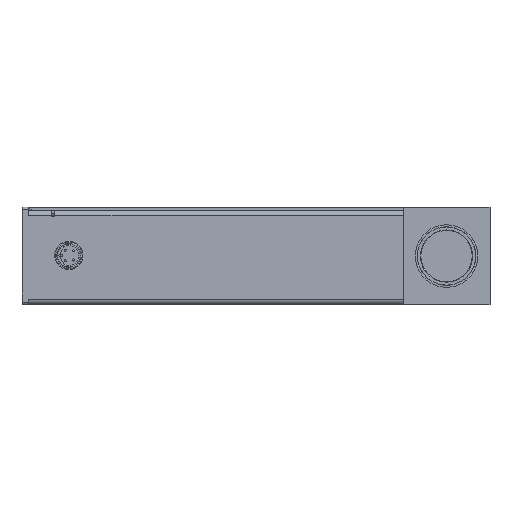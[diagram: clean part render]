
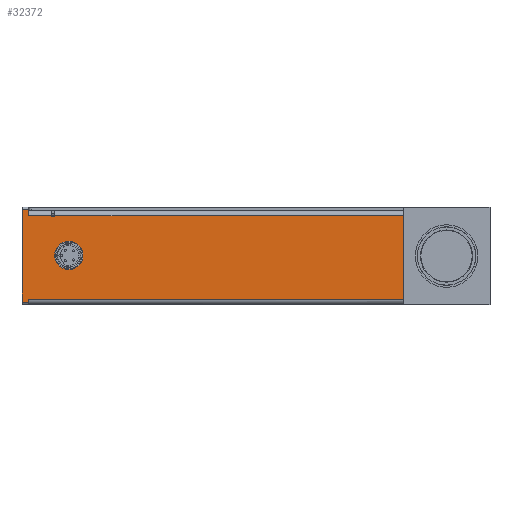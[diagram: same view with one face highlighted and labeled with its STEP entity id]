
A CAD part, left-side view. The second image highlights one B-rep face of the part: STEP entity #32372.
In plain terms, the highlighted planar face has unit normal (-1, 0, 0).
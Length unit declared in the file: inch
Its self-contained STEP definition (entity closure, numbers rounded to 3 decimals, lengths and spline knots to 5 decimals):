
#1292 = VERTEX_POINT ( 'NONE', #19593 ) ;
#1694 = VERTEX_POINT ( 'NONE', #29921 ) ;
#2070 = VERTEX_POINT ( 'NONE', #33820 ) ;
#2129 = EDGE_CURVE ( 'NONE', #39678, #31081, #24021, .T. ) ;
#2291 = ORIENTED_EDGE ( 'NONE', *, *, #12571, .T. ) ;
#2712 = LINE ( 'NONE', #17600, #13938 ) ;
#2907 = DIRECTION ( 'NONE',  ( 0., -1., 0. ) ) ;
#3029 = CARTESIAN_POINT ( 'NONE',  ( 0.495, 0.99, -1.0583 ) ) ;
#3486 = DIRECTION ( 'NONE',  ( 0., 1., 0. ) ) ;
#3562 = VECTOR ( 'NONE', #34968, 39.37008 ) ;
#3674 = EDGE_CURVE ( 'NONE', #36800, #23271, #2712, .T. ) ;
#5028 = CARTESIAN_POINT ( 'NONE',  ( 0.495, 0.94, -0.0983 ) ) ;
#5341 = ORIENTED_EDGE ( 'NONE', *, *, #31301, .T. ) ;
#5373 = CARTESIAN_POINT ( 'NONE',  ( 0.495, 5.31, -0.0983 ) ) ;
#5443 = DIRECTION ( 'NONE',  ( 0., 0., 1. ) ) ;
#5523 = EDGE_CURVE ( 'NONE', #30584, #6454, #30528, .T. ) ;
#5796 = ORIENTED_EDGE ( 'NONE', *, *, #11242, .T. ) ;
#6171 = CARTESIAN_POINT ( 'NONE',  ( 0.495, 5.38, -1.0913 ) ) ;
#6454 = VERTEX_POINT ( 'NONE', #35061 ) ;
#7239 = EDGE_CURVE ( 'NONE', #2070, #1694, #40012, .T. ) ;
#7252 = ORIENTED_EDGE ( 'NONE', *, *, #34618, .F. ) ;
#7302 = ORIENTED_EDGE ( 'NONE', *, *, #22066, .F. ) ;
#7393 = AXIS2_PLACEMENT_3D ( 'NONE', #42994, #18259, #22228 ) ;
#7824 = DIRECTION ( 'NONE',  ( 0., -1., 0. ) ) ;
#8287 = CARTESIAN_POINT ( 'NONE',  ( 0.495, 5.38, -0.0308 ) ) ;
#8784 = ORIENTED_EDGE ( 'NONE', *, *, #29692, .T. ) ;
#8857 = CARTESIAN_POINT ( 'NONE',  ( 0.495, 0.99, -1.0583 ) ) ;
#9178 = VERTEX_POINT ( 'NONE', #42848 ) ;
#9185 = CARTESIAN_POINT ( 'NONE',  ( 0.495, 4.845, -0.5553 ) ) ;
#10244 = DIRECTION ( 'NONE',  ( 0., 0., 1. ) ) ;
#10253 = DIRECTION ( 'NONE',  ( 0., 1., 0. ) ) ;
#11161 = CARTESIAN_POINT ( 'NONE',  ( 0.495, 5.31, -0.0308 ) ) ;
#11242 = EDGE_CURVE ( 'NONE', #6454, #36800, #39613, .T. ) ;
#11478 = CARTESIAN_POINT ( 'NONE',  ( 0.495, 5.005, -0.1083 ) ) ;
#12007 = CIRCLE ( 'NONE', #13480, 0.1625 ) ;
#12225 = DIRECTION ( 'NONE',  ( 0., 0., 1. ) ) ;
#12507 = EDGE_CURVE ( 'NONE', #45441, #30584, #17693, .T. ) ;
#12541 = CARTESIAN_POINT ( 'NONE',  ( 0.495, 0.99, -1.0483 ) ) ;
#12571 = EDGE_CURVE ( 'NONE', #2070, #23630, #35188, .T. ) ;
#12657 = DIRECTION ( 'NONE',  ( 0., 0., -1. ) ) ;
#13100 = LINE ( 'NONE', #20797, #36242 ) ;
#13429 = DIRECTION ( 'NONE',  ( 0., 0., -1. ) ) ;
#13480 = AXIS2_PLACEMENT_3D ( 'NONE', #9185, #44613, #12657 ) ;
#13560 = ORIENTED_EDGE ( 'NONE', *, *, #3674, .T. ) ;
#13938 = VECTOR ( 'NONE', #13429, 39.37008 ) ;
#13946 = VERTEX_POINT ( 'NONE', #12541 ) ;
#13975 = CARTESIAN_POINT ( 'NONE',  ( 0.495, 5.04, -0.0983 ) ) ;
#14743 = EDGE_CURVE ( 'NONE', #13946, #1694, #38168, .T. ) ;
#14767 = FACE_BOUND ( 'NONE', #22906, .T. ) ;
#14782 = CARTESIAN_POINT ( 'NONE',  ( 0.495, 5.38, -1.0913 ) ) ;
#15377 = EDGE_CURVE ( 'NONE', #39025, #13946, #38688, .T. ) ;
#15917 = CARTESIAN_POINT ( 'NONE',  ( 0.495, 4.845, -0.5553 ) ) ;
#16414 = VECTOR ( 'NONE', #12225, 39.37008 ) ;
#16561 = VECTOR ( 'NONE', #18143, 39.37008 ) ;
#16665 = ORIENTED_EDGE ( 'NONE', *, *, #14743, .T. ) ;
#17396 = DIRECTION ( 'NONE',  ( 0., -1., 0. ) ) ;
#17600 = CARTESIAN_POINT ( 'NONE',  ( 0.495, 5.38, -0.0308 ) ) ;
#17620 = EDGE_CURVE ( 'NONE', #29988, #18369, #36849, .T. ) ;
#17693 = LINE ( 'NONE', #13975, #40443 ) ;
#18143 = DIRECTION ( 'NONE',  ( 0., 1., 0. ) ) ;
#18259 = DIRECTION ( 'NONE',  ( -1., 0., 0. ) ) ;
#18369 = VERTEX_POINT ( 'NONE', #34242 ) ;
#18885 = ORIENTED_EDGE ( 'NONE', *, *, #17620, .F. ) ;
#19451 = CARTESIAN_POINT ( 'NONE',  ( 0.495, 5.31, -1.0913 ) ) ;
#19593 = CARTESIAN_POINT ( 'NONE',  ( 0.495, 5.31, -1.0913 ) ) ;
#19630 = ORIENTED_EDGE ( 'NONE', *, *, #44895, .T. ) ;
#20797 = CARTESIAN_POINT ( 'NONE',  ( 0.495, 5.04, -0.0983 ) ) ;
#22066 = EDGE_CURVE ( 'NONE', #45441, #31081, #13100, .T. ) ;
#22228 = DIRECTION ( 'NONE',  ( 0., 0., 1. ) ) ;
#22742 = DIRECTION ( 'NONE',  ( 0., 0., -1. ) ) ;
#22906 = EDGE_LOOP ( 'NONE', ( #7252, #18885 ) ) ;
#23271 = VERTEX_POINT ( 'NONE', #14782 ) ;
#23630 = VERTEX_POINT ( 'NONE', #37280 ) ;
#24021 = LINE ( 'NONE', #42208, #3562 ) ;
#24303 = ORIENTED_EDGE ( 'NONE', *, *, #15377, .T. ) ;
#24521 = DIRECTION ( 'NONE',  ( 0., 0., -1. ) ) ;
#24983 = VECTOR ( 'NONE', #10253, 39.37008 ) ;
#25074 = ORIENTED_EDGE ( 'NONE', *, *, #5523, .T. ) ;
#25177 = VECTOR ( 'NONE', #2907, 39.37008 ) ;
#25255 = FACE_OUTER_BOUND ( 'NONE', #31780, .T. ) ;
#27731 = VECTOR ( 'NONE', #10244, 39.37008 ) ;
#29272 = DIRECTION ( 'NONE',  ( 0., 0., -1. ) ) ;
#29692 = EDGE_CURVE ( 'NONE', #23630, #39678, #39310, .T. ) ;
#29921 = CARTESIAN_POINT ( 'NONE',  ( 0.495, 0.94, -1.0483 ) ) ;
#29988 = VERTEX_POINT ( 'NONE', #35065 ) ;
#30528 = LINE ( 'NONE', #5373, #35656 ) ;
#30584 = VERTEX_POINT ( 'NONE', #37020 ) ;
#31081 = VERTEX_POINT ( 'NONE', #33227 ) ;
#31221 = CARTESIAN_POINT ( 'NONE',  ( 0.495, 0.94, -0.0983 ) ) ;
#31301 = EDGE_CURVE ( 'NONE', #23271, #1292, #37877, .T. ) ;
#31780 = EDGE_LOOP ( 'NONE', ( #24303, #16665, #42752, #2291, #8784, #32555, #7302, #38075, #25074, #5796, #13560, #5341, #19630, #37864 ) ) ;
#32356 = AXIS2_PLACEMENT_3D ( 'NONE', #15917, #37383, #5443 ) ;
#32372 = ADVANCED_FACE ( 'NONE', ( #14767, #25255 ), #35752, .T. ) ;
#32555 = ORIENTED_EDGE ( 'NONE', *, *, #2129, .T. ) ;
#32768 = CARTESIAN_POINT ( 'NONE',  ( 0.495, 5.005, -0.0983 ) ) ;
#33227 = CARTESIAN_POINT ( 'NONE',  ( 0.495, 5.04, -0.1083 ) ) ;
#33675 = LINE ( 'NONE', #19451, #16414 ) ;
#33820 = CARTESIAN_POINT ( 'NONE',  ( 0.495, 0.94, -0.0983 ) ) ;
#34023 = DIRECTION ( 'NONE',  ( 0., 0., 1. ) ) ;
#34242 = CARTESIAN_POINT ( 'NONE',  ( 0.495, 4.845, -0.7178 ) ) ;
#34282 = VECTOR ( 'NONE', #7824, 39.37008 ) ;
#34618 = EDGE_CURVE ( 'NONE', #18369, #29988, #12007, .T. ) ;
#34762 = VECTOR ( 'NONE', #29272, 39.37008 ) ;
#34968 = DIRECTION ( 'NONE',  ( 0., 1., 0. ) ) ;
#35061 = CARTESIAN_POINT ( 'NONE',  ( 0.495, 5.31, -0.0308 ) ) ;
#35065 = CARTESIAN_POINT ( 'NONE',  ( 0.495, 4.845, -0.3928 ) ) ;
#35116 = CARTESIAN_POINT ( 'NONE',  ( 0.495, 0.99, -1.0483 ) ) ;
#35188 = LINE ( 'NONE', #31221, #24983 ) ;
#35656 = VECTOR ( 'NONE', #34023, 39.37008 ) ;
#35752 = PLANE ( 'NONE',  #7393 ) ;
#36242 = VECTOR ( 'NONE', #24521, 39.37008 ) ;
#36800 = VERTEX_POINT ( 'NONE', #8287 ) ;
#36849 = CIRCLE ( 'NONE', #32356, 0.1625 ) ;
#37020 = CARTESIAN_POINT ( 'NONE',  ( 0.495, 5.31, -0.0983 ) ) ;
#37280 = CARTESIAN_POINT ( 'NONE',  ( 0.495, 5.005, -0.0983 ) ) ;
#37383 = DIRECTION ( 'NONE',  ( -1., 0., 0. ) ) ;
#37864 = ORIENTED_EDGE ( 'NONE', *, *, #44835, .T. ) ;
#37877 = LINE ( 'NONE', #6171, #25177 ) ;
#38075 = ORIENTED_EDGE ( 'NONE', *, *, #12507, .T. ) ;
#38168 = LINE ( 'NONE', #35116, #41182 ) ;
#38530 = VECTOR ( 'NONE', #22742, 39.37008 ) ;
#38688 = LINE ( 'NONE', #3029, #27731 ) ;
#38725 = CARTESIAN_POINT ( 'NONE',  ( 0.495, 5.04, -0.0983 ) ) ;
#39025 = VERTEX_POINT ( 'NONE', #8857 ) ;
#39310 = LINE ( 'NONE', #32768, #34762 ) ;
#39613 = LINE ( 'NONE', #11161, #16561 ) ;
#39678 = VERTEX_POINT ( 'NONE', #11478 ) ;
#39758 = LINE ( 'NONE', #43713, #34282 ) ;
#40012 = LINE ( 'NONE', #5028, #38530 ) ;
#40443 = VECTOR ( 'NONE', #3486, 39.37008 ) ;
#41182 = VECTOR ( 'NONE', #17396, 39.37008 ) ;
#42208 = CARTESIAN_POINT ( 'NONE',  ( 0.495, 5.005, -0.1083 ) ) ;
#42752 = ORIENTED_EDGE ( 'NONE', *, *, #7239, .F. ) ;
#42848 = CARTESIAN_POINT ( 'NONE',  ( 0.495, 5.31, -1.0583 ) ) ;
#42994 = CARTESIAN_POINT ( 'NONE',  ( 0.495, 0.99, -1.1183 ) ) ;
#43713 = CARTESIAN_POINT ( 'NONE',  ( 0.495, 5.31, -1.0583 ) ) ;
#44613 = DIRECTION ( 'NONE',  ( -1., 0., 0. ) ) ;
#44835 = EDGE_CURVE ( 'NONE', #9178, #39025, #39758, .T. ) ;
#44895 = EDGE_CURVE ( 'NONE', #1292, #9178, #33675, .T. ) ;
#45441 = VERTEX_POINT ( 'NONE', #38725 ) ;
